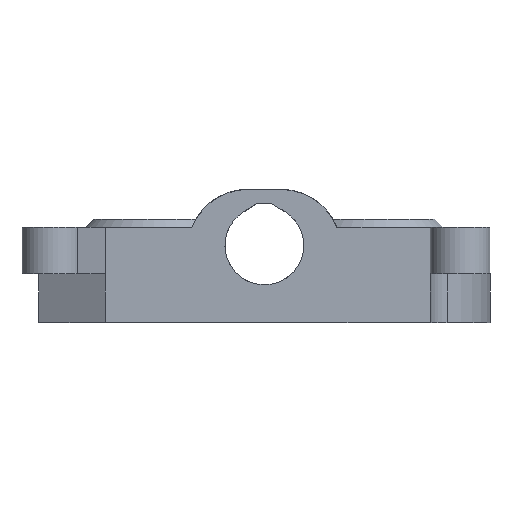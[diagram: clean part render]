
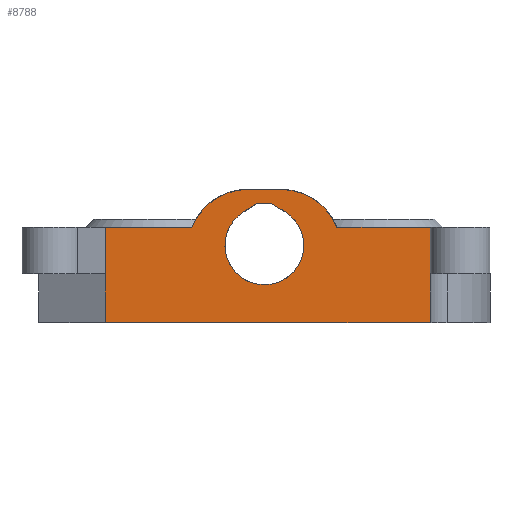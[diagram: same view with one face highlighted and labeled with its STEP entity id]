
A CAD part, front view. The second image highlights one B-rep face of the part: STEP entity #8788.
In plain terms, the highlighted planar face has unit normal (0, -1, 0).
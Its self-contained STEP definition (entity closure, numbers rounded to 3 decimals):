
#1375=LINE('',#16792,#1936);
#1448=LINE('',#18124,#2009);
#1451=LINE('',#18129,#2012);
#1453=LINE('',#18133,#2014);
#1496=LINE('',#18528,#2057);
#1500=LINE('',#18541,#2061);
#1505=LINE('',#18560,#2066);
#1513=LINE('',#18590,#2074);
#1517=LINE('',#18605,#2078);
#1526=LINE('',#18626,#2087);
#1527=LINE('',#18628,#2088);
#1936=VECTOR('',#9698,10.);
#2009=VECTOR('',#9985,10.);
#2012=VECTOR('',#9990,10.);
#2014=VECTOR('',#9994,10.);
#2057=VECTOR('',#10209,10.);
#2061=VECTOR('',#10225,10.);
#2066=VECTOR('',#10244,10.);
#2074=VECTOR('',#10282,10.);
#2078=VECTOR('',#10298,10.);
#2087=VECTOR('',#10327,10.);
#2088=VECTOR('',#10330,10.);
#2183=FACE_BOUND('',#3171,.T.);
#2653=FACE_OUTER_BOUND('',#3170,.T.);
#3170=EDGE_LOOP('',(#8180,#8181,#8182,#8183,#8184,#8185,#8186,#8187,#8188,
#8189));
#3171=EDGE_LOOP('',(#8190,#8191,#8192,#8193));
#3270=CIRCLE('',#9034,7.25);
#3293=CIRCLE('',#9083,11.142);
#3299=CIRCLE('',#9091,11.142);
#3963=VERTEX_POINT('',#16789);
#3964=VERTEX_POINT('',#16791);
#4115=VERTEX_POINT('',#18121);
#4116=VERTEX_POINT('',#18123);
#4117=VERTEX_POINT('',#18127);
#4118=VERTEX_POINT('',#18131);
#4168=VERTEX_POINT('',#18525);
#4169=VERTEX_POINT('',#18527);
#4170=VERTEX_POINT('',#18533);
#4172=VERTEX_POINT('',#18540);
#4177=VERTEX_POINT('',#18552);
#4179=VERTEX_POINT('',#18558);
#4186=VERTEX_POINT('',#18588);
#4191=VERTEX_POINT('',#18604);
#5154=EDGE_CURVE('',#3963,#3964,#1375,.T.);
#5370=EDGE_CURVE('',#4116,#4115,#1448,.T.);
#5373=EDGE_CURVE('',#4115,#4117,#1451,.T.);
#5375=EDGE_CURVE('',#4117,#4118,#1453,.T.);
#5440=EDGE_CURVE('',#4118,#4116,#3270,.T.);
#5480=EDGE_CURVE('',#4169,#4168,#1496,.T.);
#5483=EDGE_CURVE('',#4170,#4169,#3293,.T.);
#5487=EDGE_CURVE('',#4172,#4170,#1500,.T.);
#5494=EDGE_CURVE('',#4168,#4177,#3299,.T.);
#5497=EDGE_CURVE('',#4177,#4179,#1505,.T.);
#5511=EDGE_CURVE('',#3963,#4186,#1513,.T.);
#5518=EDGE_CURVE('',#3964,#4191,#1517,.T.);
#5529=EDGE_CURVE('',#4186,#4172,#1526,.T.);
#5530=EDGE_CURVE('',#4191,#4179,#1527,.T.);
#8180=ORIENTED_EDGE('',*,*,#5497,.T.);
#8181=ORIENTED_EDGE('',*,*,#5530,.F.);
#8182=ORIENTED_EDGE('',*,*,#5518,.F.);
#8183=ORIENTED_EDGE('',*,*,#5154,.F.);
#8184=ORIENTED_EDGE('',*,*,#5511,.T.);
#8185=ORIENTED_EDGE('',*,*,#5529,.T.);
#8186=ORIENTED_EDGE('',*,*,#5487,.T.);
#8187=ORIENTED_EDGE('',*,*,#5483,.T.);
#8188=ORIENTED_EDGE('',*,*,#5480,.T.);
#8189=ORIENTED_EDGE('',*,*,#5494,.T.);
#8190=ORIENTED_EDGE('',*,*,#5440,.T.);
#8191=ORIENTED_EDGE('',*,*,#5370,.T.);
#8192=ORIENTED_EDGE('',*,*,#5373,.T.);
#8193=ORIENTED_EDGE('',*,*,#5375,.T.);
#8317=PLANE('',#9125);
#8788=ADVANCED_FACE('',(#2653,#2183),#8317,.T.);
#9034=AXIS2_PLACEMENT_3D('',#18422,#10102,#10103);
#9083=AXIS2_PLACEMENT_3D('',#18534,#10216,#10217);
#9091=AXIS2_PLACEMENT_3D('',#18554,#10237,#10238);
#9125=AXIS2_PLACEMENT_3D('',#18627,#10328,#10329);
#9698=DIRECTION('',(-1.,0.,0.));
#9985=DIRECTION('',(0.852,0.,0.524));
#9990=DIRECTION('',(1.,0.,0.));
#9994=DIRECTION('',(0.852,0.,-0.524));
#10102=DIRECTION('center_axis',(0.,1.,0.));
#10103=DIRECTION('ref_axis',(-1.,0.,0.));
#10209=DIRECTION('',(-1.,0.,0.));
#10216=DIRECTION('center_axis',(0.,-1.,0.));
#10217=DIRECTION('ref_axis',(0.928,0.,0.372));
#10225=DIRECTION('',(-1.,0.,0.));
#10237=DIRECTION('center_axis',(0.,-1.,0.));
#10238=DIRECTION('ref_axis',(0.,0.,
1.));
#10244=DIRECTION('',(-1.,0.,0.));
#10282=DIRECTION('',(0.,0.,1.));
#10298=DIRECTION('',(0.,0.,1.));
#10327=DIRECTION('',(0.,0.,1.));
#10328=DIRECTION('center_axis',(0.,-1.,0.));
#10329=DIRECTION('ref_axis',(1.,0.,0.));
#10330=DIRECTION('',(0.,0.,1.));
#16789=CARTESIAN_POINT('',(30.5,-23.,0.));
#16791=CARTESIAN_POINT('',(-29.242,-23.,0.));
#16792=CARTESIAN_POINT('',(30.5,-23.,0.));
#18121=CARTESIAN_POINT('',(-1.2,-23.,21.974));
#18123=CARTESIAN_POINT('',(-3.8,-23.,20.374));
#18124=CARTESIAN_POINT('',(-16.274,-23.,12.698));
#18127=CARTESIAN_POINT('',(1.2,-23.,21.974));
#18129=CARTESIAN_POINT('',(-14.021,-23.,21.974));
#18131=CARTESIAN_POINT('',(3.8,-23.,20.374));
#18133=CARTESIAN_POINT('',(-3.635,-23.,24.95));
#18422=CARTESIAN_POINT('Origin',(0.,-23.,
14.2));
#18525=CARTESIAN_POINT('',(-3.,-23.,24.5));
#18527=CARTESIAN_POINT('',(3.,-23.,24.5));
#18528=CARTESIAN_POINT('',(-16.121,-23.,24.5));
#18533=CARTESIAN_POINT('',(13.344,-23.,17.5));
#18534=CARTESIAN_POINT('Origin',(3.,-23.,13.358));
#18540=CARTESIAN_POINT('',(30.5,-23.,17.5));
#18541=CARTESIAN_POINT('',(-7.949,-23.,17.5));
#18552=CARTESIAN_POINT('',(-13.344,-23.,17.5));
#18554=CARTESIAN_POINT('Origin',(-3.,-23.,13.358));
#18558=CARTESIAN_POINT('',(-29.242,-23.,17.5));
#18560=CARTESIAN_POINT('',(-39.269,-23.,17.5));
#18588=CARTESIAN_POINT('',(30.5,-23.,9.));
#18590=CARTESIAN_POINT('',(30.5,-23.,0.));
#18604=CARTESIAN_POINT('',(-29.242,-23.,9.));
#18605=CARTESIAN_POINT('',(-29.242,-23.,0.));
#18626=CARTESIAN_POINT('',(30.5,-23.,0.));
#18627=CARTESIAN_POINT('Origin',(-29.242,-23.,0.));
#18628=CARTESIAN_POINT('',(-29.242,-23.,0.));
